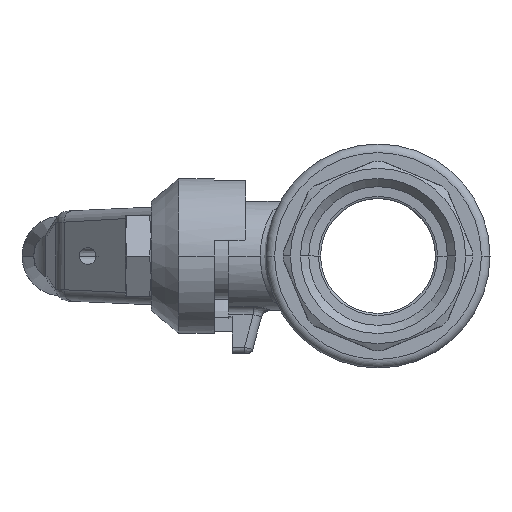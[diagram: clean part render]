
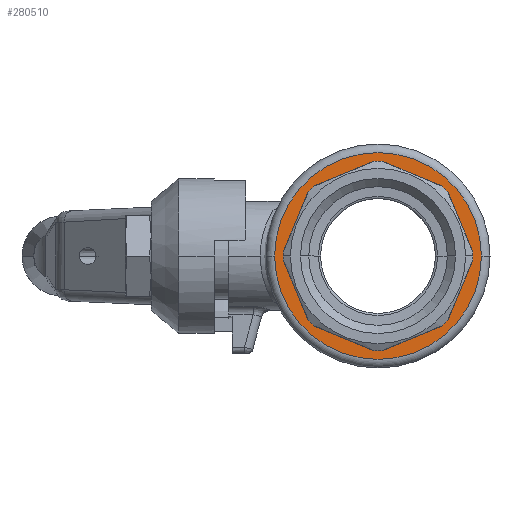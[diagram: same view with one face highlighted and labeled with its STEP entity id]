
A CAD part, left-side view. The second image highlights one B-rep face of the part: STEP entity #280510.
In plain terms, the highlighted face is planar.
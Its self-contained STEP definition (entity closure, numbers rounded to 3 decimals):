
#225880=CARTESIAN_POINT('',(19.5,12.155,11.158));
#225890=VERTEX_POINT('',#225880);
#225940=CARTESIAN_POINT('',(19.5,16.777,0.)
);
#225950=DIRECTION('',(0.,-0.383,
0.924));
#225960=VECTOR('',#225950,1.);
#225970=LINE('',#225940,#225960);
#225980=CARTESIAN_POINT('',(19.5,16.485,0.705));
#225990=VERTEX_POINT('',#225980);
#226000=EDGE_CURVE('',#225990,#225890,#225970,.T.);
#231330=CARTESIAN_POINT('',(19.5,16.485,-0.705));
#231340=VERTEX_POINT('',#231330);
#231390=CARTESIAN_POINT('',(19.5,16.777,0.))
;
#231400=DIRECTION('',(0.,0.383,
0.924));
#231410=VECTOR('',#231400,1.);
#231420=LINE('',#231390,#231410);
#231430=CARTESIAN_POINT('',(19.5,12.155,-11.158));
#231440=VERTEX_POINT('',#231430);
#231450=EDGE_CURVE('',#231440,#231340,#231420,.T.);
#251750=CARTESIAN_POINT('',(19.5,0.705,16.485));
#251760=VERTEX_POINT('',#251750);
#251810=CARTESIAN_POINT('',(19.5,0.,16.777));
#251820=DIRECTION('',(0.,-0.924,
0.383));
#251830=VECTOR('',#251820,1.);
#251840=LINE('',#251810,#251830);
#251850=CARTESIAN_POINT('',(19.5,11.158,12.155));
#251860=VERTEX_POINT('',#251850);
#251870=EDGE_CURVE('',#251860,#251760,#251840,.T.);
#254840=CARTESIAN_POINT('',(19.5,-0.705,16.485));
#254850=VERTEX_POINT('',#254840);
#254900=CARTESIAN_POINT('',(19.5,0.,0.));
#254910=DIRECTION('',(1.,0.,0.));
#254920=DIRECTION('',(0.,-1.,0.));
#254930=AXIS2_PLACEMENT_3D('',#254900,#254910,#254920);
#254940=CIRCLE('',#254930,16.5);
#254950=EDGE_CURVE('',#251760,#254850,#254940,.T.);
#274330=EDGE_CURVE('',#231340,#225990,#254940,.T.);
#279270=EDGE_CURVE('',#225890,#251860,#254940,.T.);
#279500=CARTESIAN_POINT('',(19.5,-18.,0.));
#279510=VERTEX_POINT('',#279500);
#279610=CARTESIAN_POINT('',(19.5,18.,0.));
#279620=VERTEX_POINT('',#279610);
#279650=CARTESIAN_POINT('',(19.5,0.,0.));
#279660=DIRECTION('',(1.,0.,0.));
#279670=DIRECTION('',(0.,1.,0.));
#279680=AXIS2_PLACEMENT_3D('',#279650,#279660,#279670);
#279690=CIRCLE('',#279680,18.);
#279700=EDGE_CURVE('',#279620,#279510,#279690,.T.);
#279750=CARTESIAN_POINT('',(19.5,-18.,0.));
#279760=DIRECTION('',(1.,0.,0.));
#279770=DIRECTION('',(0.,1.,0.));
#279780=AXIS2_PLACEMENT_3D('',#279750,#279760,#279770);
#279790=PLANE('',#279780);
#279800=EDGE_CURVE('',#279510,#279620,#279690,.T.);
#279810=ORIENTED_EDGE('',*,*,#279800,.T.);
#279820=ORIENTED_EDGE('',*,*,#279700,.T.);
#279830=EDGE_LOOP('',(#279820,#279810));
#279840=FACE_OUTER_BOUND('',#279830,.T.);
#279850=CARTESIAN_POINT('',(19.5,11.158,-12.155));
#279860=VERTEX_POINT('',#279850);
#279870=EDGE_CURVE('',#279860,#231440,#254940,.T.);
#279880=ORIENTED_EDGE('',*,*,#279870,.F.);
#279890=ORIENTED_EDGE('',*,*,#231450,.F.);
#279900=ORIENTED_EDGE('',*,*,#274330,.F.);
#279910=ORIENTED_EDGE('',*,*,#226000,.F.);
#279920=ORIENTED_EDGE('',*,*,#279270,.F.);
#279930=ORIENTED_EDGE('',*,*,#251870,.F.);
#279940=ORIENTED_EDGE('',*,*,#254950,.F.);
#279950=CARTESIAN_POINT('',(19.5,0.,16.777));
#279960=DIRECTION('',(0.,-0.924,
-0.383));
#279970=VECTOR('',#279960,1.);
#279980=LINE('',#279950,#279970);
#279990=CARTESIAN_POINT('',(19.5,-11.158,12.155));
#280000=VERTEX_POINT('',#279990);
#280010=EDGE_CURVE('',#254850,#280000,#279980,.T.);
#280020=ORIENTED_EDGE('',*,*,#280010,.F.);
#280030=CARTESIAN_POINT('',(19.5,-12.155,11.158));
#280040=VERTEX_POINT('',#280030);
#280050=EDGE_CURVE('',#280000,#280040,#254940,.T.);
#280060=ORIENTED_EDGE('',*,*,#280050,.F.);
#280070=CARTESIAN_POINT('',(19.5,-16.777,0.
));
#280080=DIRECTION('',(0.,-0.383,
-0.924));
#280090=VECTOR('',#280080,1.);
#280100=LINE('',#280070,#280090);
#280110=CARTESIAN_POINT('',(19.5,-16.485,0.705));
#280120=VERTEX_POINT('',#280110);
#280130=EDGE_CURVE('',#280040,#280120,#280100,.T.);
#280140=ORIENTED_EDGE('',*,*,#280130,.F.);
#280150=CARTESIAN_POINT('',(19.5,-16.485,-0.705));
#280160=VERTEX_POINT('',#280150);
#280170=EDGE_CURVE('',#280120,#280160,#254940,.T.);
#280180=ORIENTED_EDGE('',*,*,#280170,.F.);
#280190=CARTESIAN_POINT('',(19.5,-16.777,0.)
);
#280200=DIRECTION('',(0.,0.383,
-0.924));
#280210=VECTOR('',#280200,1.);
#280220=LINE('',#280190,#280210);
#280230=CARTESIAN_POINT('',(19.5,-12.155,-11.158));
#280240=VERTEX_POINT('',#280230);
#280250=EDGE_CURVE('',#280160,#280240,#280220,.T.);
#280260=ORIENTED_EDGE('',*,*,#280250,.F.);
#280270=CARTESIAN_POINT('',(19.5,-11.158,-12.155));
#280280=VERTEX_POINT('',#280270);
#280290=EDGE_CURVE('',#280240,#280280,#254940,.T.);
#280300=ORIENTED_EDGE('',*,*,#280290,.F.);
#280310=CARTESIAN_POINT('',(19.5,0.,-16.777));
#280320=DIRECTION('',(0.,0.924,
-0.383));
#280330=VECTOR('',#280320,1.);
#280340=LINE('',#280310,#280330);
#280350=CARTESIAN_POINT('',(19.5,-0.705,-16.485));
#280360=VERTEX_POINT('',#280350);
#280370=EDGE_CURVE('',#280280,#280360,#280340,.T.);
#280380=ORIENTED_EDGE('',*,*,#280370,.F.);
#280390=CARTESIAN_POINT('',(19.5,0.705,-16.485));
#280400=VERTEX_POINT('',#280390);
#280410=EDGE_CURVE('',#280360,#280400,#254940,.T.);
#280420=ORIENTED_EDGE('',*,*,#280410,.F.);
#280430=CARTESIAN_POINT('',(19.5,0.,-16.777));
#280440=DIRECTION('',(0.,0.924,
0.383));
#280450=VECTOR('',#280440,1.);
#280460=LINE('',#280430,#280450);
#280470=EDGE_CURVE('',#280400,#279860,#280460,.T.);
#280480=ORIENTED_EDGE('',*,*,#280470,.F.);
#280490=EDGE_LOOP('',(#280480,#280420,#280380,#280300,#280260,#280180,
#280140,#280060,#280020,#279940,#279930,#279920,#279910,#279900,#279890,
#279880));
#280500=FACE_BOUND('',#280490,.T.);
#280510=ADVANCED_FACE('',(#279840,#280500),#279790,.T.);
